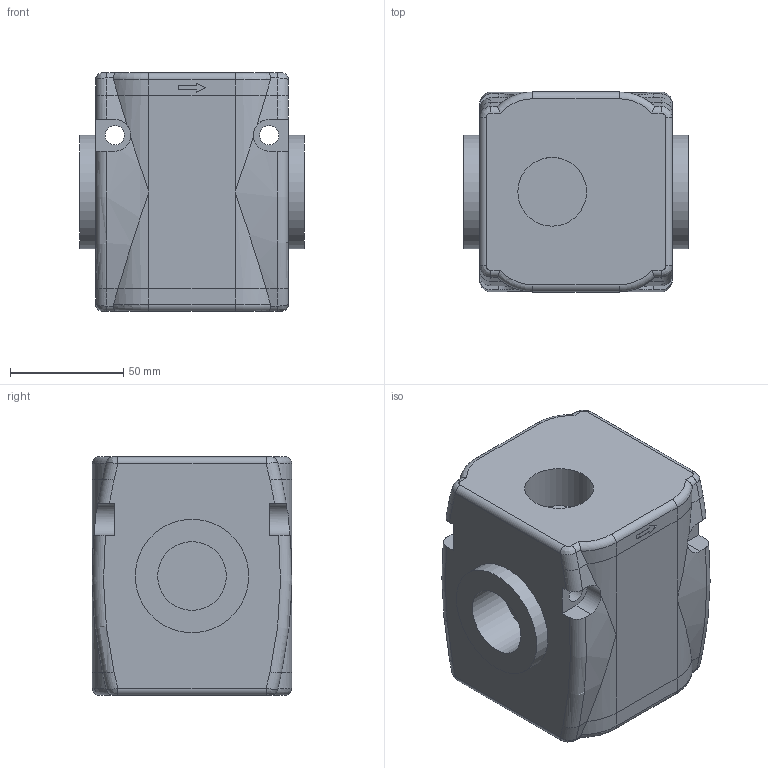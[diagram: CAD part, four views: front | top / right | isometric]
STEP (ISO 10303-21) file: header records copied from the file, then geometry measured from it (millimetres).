
FILE_DESCRIPTION((''),'2;1');
FILE_NAME('N174BPA.step','2013-10-02T16:06:59',(''),(''),'Autodesk Inventor 2013','Autodesk Inventor 2013','');
FILE_SCHEMA(('AUTOMOTIVE_DESIGN { 1 0 10303 214 1 1 1 1 }'));
Length unit declared in the file: millimetre
Products named in the file (2): N174BPA
Assembly tree (1 placements, depth 2):
  N174BPA
    N174BPA
Bounding box: 99 x 88 x 105 mm (x, y, z)
Volume: 723253.3 mm3; surface area: 62273.8 mm2
Topology: 1 solids, 1 shells, 136 faces, 328 edges, 202 vertices
Faces by surface type: cylinder 60, plane 44, torus 24, bspline 8
Full cylindrical faces by diameter (mm): 8.5 x2, 30.291 x4, 50 x2
Entity records: 4669 total; most frequent: CARTESIAN_POINT 1557, ORIENTED_EDGE 636, DIRECTION 600, EDGE_CURVE 318, AXIS2_PLACEMENT_3D 231, VERTEX_POINT 200, EDGE_LOOP 156, VECTOR 138
